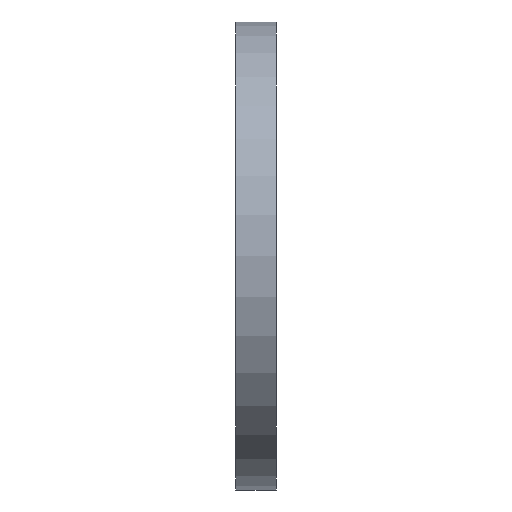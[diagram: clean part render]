
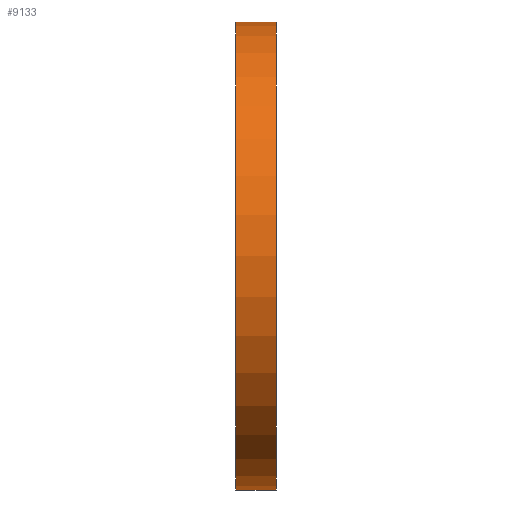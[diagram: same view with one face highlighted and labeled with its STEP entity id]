
A CAD part, left-side view. The second image highlights one B-rep face of the part: STEP entity #9133.
In plain terms, the highlighted cylindrical face has radius 35 mm (diameter 70 mm), a partial arc.
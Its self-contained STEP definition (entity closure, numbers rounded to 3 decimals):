
#76 = AXIS2_PLACEMENT_3D ( 'NONE', #11123, #7544, #433 ) ;
#329 = DIRECTION ( 'NONE',  ( 0., -1., 0. ) ) ;
#433 = DIRECTION ( 'NONE',  ( 0., 0., 1. ) ) ;
#500 = AXIS2_PLACEMENT_3D ( 'NONE', #6960, #3391, #8832 ) ;
#2671 = CIRCLE ( 'NONE', #500, 35. ) ;
#3274 = EDGE_CURVE ( 'NONE', #9953, #6322, #11001, .T. ) ;
#3374 = CARTESIAN_POINT ( 'NONE',  ( 0., 0., -35. ) ) ;
#3391 = DIRECTION ( 'NONE',  ( 0., 1., 0. ) ) ;
#3717 = CARTESIAN_POINT ( 'NONE',  ( 0., 6., 0. ) ) ;
#3939 = DIRECTION ( 'NONE',  ( 0., 0., -1. ) ) ;
#4615 = EDGE_CURVE ( 'NONE', #9953, #11225, #2671, .T. ) ;
#4959 = ORIENTED_EDGE ( 'NONE', *, *, #3274, .T. ) ;
#5529 = VECTOR ( 'NONE', #329, 1000. ) ;
#5568 = EDGE_CURVE ( 'NONE', #11225, #10857, #11109, .T. ) ;
#5613 = ORIENTED_EDGE ( 'NONE', *, *, #7599, .T. ) ;
#5740 = CARTESIAN_POINT ( 'NONE',  ( 0., 6., -35. ) ) ;
#6014 = CARTESIAN_POINT ( 'NONE',  ( 0., 6., 35. ) ) ;
#6063 = CYLINDRICAL_SURFACE ( 'NONE', #7969, 35. ) ;
#6283 = VECTOR ( 'NONE', #9338, 1000. ) ;
#6322 = VERTEX_POINT ( 'NONE', #3374 ) ;
#6427 = DIRECTION ( 'NONE',  ( 0., -1., 0. ) ) ;
#6566 = ORIENTED_EDGE ( 'NONE', *, *, #4615, .F. ) ;
#6960 = CARTESIAN_POINT ( 'NONE',  ( 0., 6., 0. ) ) ;
#7054 = FACE_OUTER_BOUND ( 'NONE', #9402, .T. ) ;
#7544 = DIRECTION ( 'NONE',  ( 0., 1., 0. ) ) ;
#7599 = EDGE_CURVE ( 'NONE', #6322, #10857, #10941, .T. ) ;
#7969 = AXIS2_PLACEMENT_3D ( 'NONE', #3717, #6427, #3939 ) ;
#8108 = CARTESIAN_POINT ( 'NONE',  ( 0., 6., 35. ) ) ;
#8238 = CARTESIAN_POINT ( 'NONE',  ( 0., 0., 35. ) ) ;
#8633 = ORIENTED_EDGE ( 'NONE', *, *, #5568, .F. ) ;
#8832 = DIRECTION ( 'NONE',  ( 0., 0., 1. ) ) ;
#9133 = ADVANCED_FACE ( 'NONE', ( #7054 ), #6063, .T. ) ;
#9338 = DIRECTION ( 'NONE',  ( 0., -1., 0. ) ) ;
#9402 = EDGE_LOOP ( 'NONE', ( #8633, #6566, #4959, #5613 ) ) ;
#9953 = VERTEX_POINT ( 'NONE', #10431 ) ;
#10431 = CARTESIAN_POINT ( 'NONE',  ( 0., 6., -35. ) ) ;
#10857 = VERTEX_POINT ( 'NONE', #8238 ) ;
#10941 = CIRCLE ( 'NONE', #76, 35. ) ;
#11001 = LINE ( 'NONE', #5740, #6283 ) ;
#11109 = LINE ( 'NONE', #8108, #5529 ) ;
#11123 = CARTESIAN_POINT ( 'NONE',  ( 0., 0., 0. ) ) ;
#11225 = VERTEX_POINT ( 'NONE', #6014 ) ;
